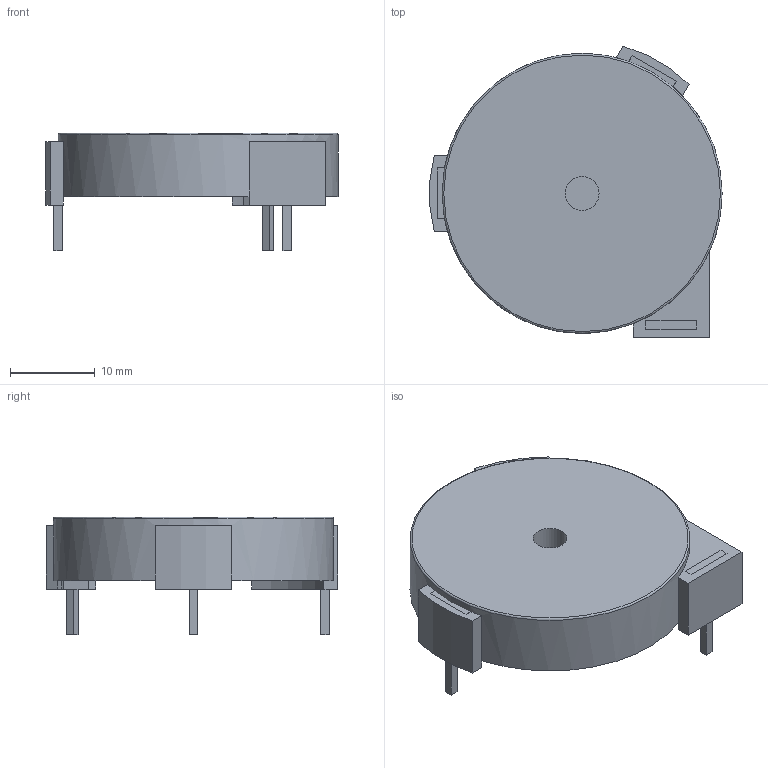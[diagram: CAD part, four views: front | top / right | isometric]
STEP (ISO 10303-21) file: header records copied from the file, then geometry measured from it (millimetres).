
FILE_DESCRIPTION(('FreeCAD Model'),'2;1');
FILE_NAME('PKM33EPH1201C_cp.step','2020-04-17T14:45:05',('kicad StepUp'),( 'ksu MCAD'),'Open CASCADE STEP processor 7.4','FreeCAD','Unknown');
FILE_SCHEMA(('AUTOMOTIVE_DESIGN { 1 0 10303 214 1 1 1 1 }'));
Length unit declared in the file: millimetre
Products named in the file (1): PKM33EPH1201C_cp
Bounding box: 34.44 x 34.34 x 13.9 mm (x, y, z)
Volume: 6943.1 mm3; surface area: 3512.8 mm2
Topology: 4 solids, 4 shells, 72 faces, 178 edges, 111 vertices
Faces by surface type: plane 62, cylinder 9, torus 1
Full cylindrical faces by diameter (mm): 4 x1, 33 x1
Entity records: 2396 total; most frequent: CARTESIAN_POINT 362, ORIENTED_EDGE 356, DIRECTION 354, EDGE_CURVE 178, LINE 148, VECTOR 148, VERTEX_POINT 111, AXIS2_PLACEMENT_3D 103
